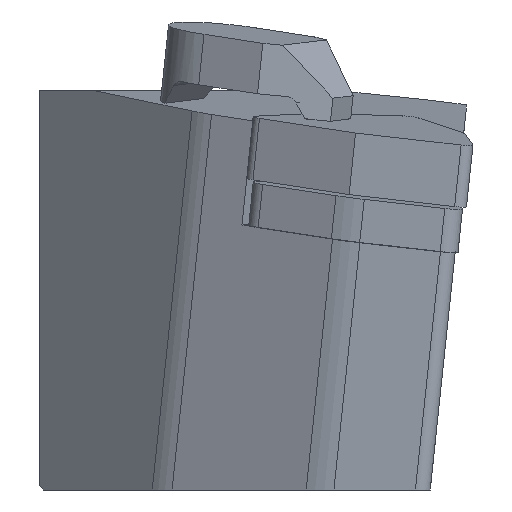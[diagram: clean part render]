
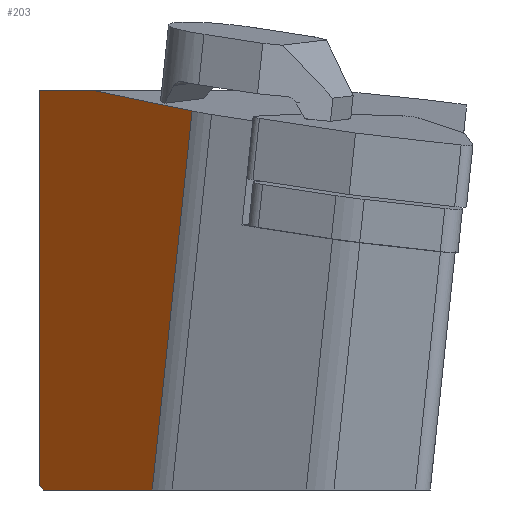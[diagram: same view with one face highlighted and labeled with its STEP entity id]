
A CAD part, left-side view. The second image highlights one B-rep face of the part: STEP entity #203.
In plain terms, the highlighted planar face has unit normal (-0.711, 0.703, -0.001).
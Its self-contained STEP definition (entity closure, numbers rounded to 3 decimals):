
#203=ADVANCED_FACE('',(#346),#286,.F.);
#286=PLANE('',#1621);
#346=FACE_OUTER_BOUND('',#430,.T.);
#430=EDGE_LOOP('',(#567,#568,#569,#570,#571,#572));
#567=ORIENTED_EDGE('',*,*,#1112,.F.);
#568=ORIENTED_EDGE('',*,*,#1098,.F.);
#569=ORIENTED_EDGE('',*,*,#1113,.F.);
#570=ORIENTED_EDGE('',*,*,#1114,.F.);
#571=ORIENTED_EDGE('',*,*,#1115,.F.);
#572=ORIENTED_EDGE('',*,*,#1109,.F.);
#954=VERTEX_POINT('',#2207);
#959=VERTEX_POINT('',#2217);
#966=VERTEX_POINT('',#2237);
#967=VERTEX_POINT('',#2239);
#969=VERTEX_POINT('',#2246);
#970=VERTEX_POINT('',#2248);
#1098=EDGE_CURVE('',#959,#954,#1306,.T.);
#1109=EDGE_CURVE('',#966,#967,#1315,.T.);
#1112=EDGE_CURVE('',#954,#966,#1317,.T.);
#1113=EDGE_CURVE('',#969,#959,#1318,.T.);
#1114=EDGE_CURVE('',#970,#969,#1319,.T.);
#1115=EDGE_CURVE('',#967,#970,#1320,.T.);
#1306=LINE('',#2218,#1471);
#1315=LINE('',#2238,#1480);
#1317=LINE('',#2244,#1482);
#1318=LINE('',#2245,#1483);
#1319=LINE('',#2247,#1484);
#1320=LINE('',#2249,#1485);
#1471=VECTOR('',#1784,1.);
#1480=VECTOR('',#1801,1.);
#1482=VECTOR('',#1807,1.);
#1483=VECTOR('',#1808,1.);
#1484=VECTOR('',#1809,1.);
#1485=VECTOR('',#1810,1.);
#1621=AXIS2_PLACEMENT_3D('',#2250,#1811,#1812);
#1784=DIRECTION('',(-0.002,0.,1.));
#1801=DIRECTION('',(-0.695,-0.703,-0.147));
#1807=DIRECTION('',(-0.703,-0.711,0.));
#1808=DIRECTION('',(0.573,0.58,0.58));
#1809=DIRECTION('',(0.703,0.711,0.));
#1810=DIRECTION('',(0.105,0.104,-0.989));
#1811=DIRECTION('',(0.711,-0.703,0.001));
#1812=DIRECTION('',(0.703,0.711,0.));
#2207=CARTESIAN_POINT('',(17.762,0.,4.));
#2217=CARTESIAN_POINT('',(17.811,0.,-24.7));
#2218=CARTESIAN_POINT('',(17.823,0.,-31.564));
#2237=CARTESIAN_POINT('',(13.824,-3.981,4.));
#2238=CARTESIAN_POINT('',(6.778,-11.107,2.506));
#2239=CARTESIAN_POINT('',(6.778,-11.107,2.506));
#2244=CARTESIAN_POINT('',(10.349,-7.494,4.));
#2245=CARTESIAN_POINT('',(10.595,-7.307,-32.007));
#2246=CARTESIAN_POINT('',(17.515,-0.3,-25.));
#2247=CARTESIAN_POINT('',(10.374,-7.519,-25.));
#2248=CARTESIAN_POINT('',(9.685,-8.216,-25.));
#2249=CARTESIAN_POINT('',(10.38,-7.524,-31.577));
#2250=CARTESIAN_POINT('',(10.38,-7.524,-31.577));
